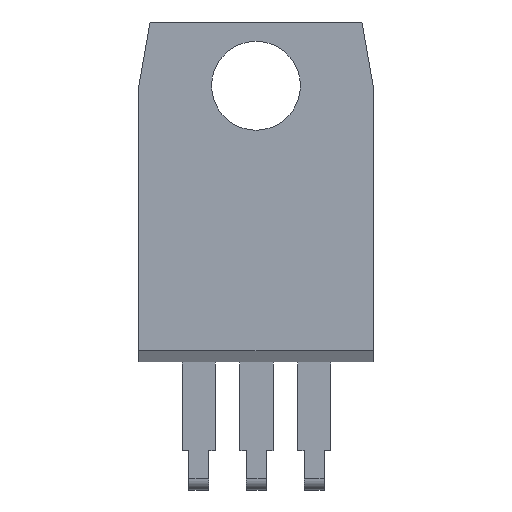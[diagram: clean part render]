
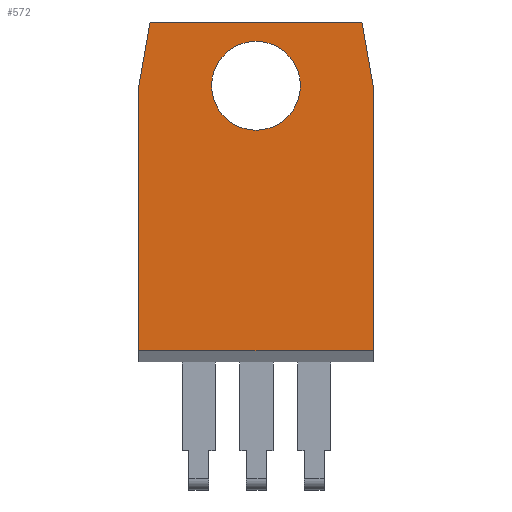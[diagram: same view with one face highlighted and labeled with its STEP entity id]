
A CAD part, left-side view. The second image highlights one B-rep face of the part: STEP entity #572.
In plain terms, the highlighted planar face has unit normal (-1, 0, 0).
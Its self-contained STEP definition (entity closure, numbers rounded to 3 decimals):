
#63 = EDGE_CURVE ( 'NONE', #78, #84, #857, .T. ) ;
#77 = VERTEX_POINT ( 'NONE', #831 ) ;
#78 = VERTEX_POINT ( 'NONE', #830 ) ;
#84 = VERTEX_POINT ( 'NONE', #851 ) ;
#97 = EDGE_CURVE ( 'NONE', #77, #78, #874, .T. ) ;
#109 = EDGE_CURVE ( 'NONE', #110, #77, #919, .T. ) ;
#110 = VERTEX_POINT ( 'NONE', #859 ) ;
#223 = EDGE_CURVE ( 'NONE', #295, #291, #1057, .T. ) ;
#291 = VERTEX_POINT ( 'NONE', #1207 ) ;
#295 = VERTEX_POINT ( 'NONE', #1185 ) ;
#525 = EDGE_LOOP ( 'NONE', ( #577, #578 ) ) ;
#529 = ORIENTED_EDGE ( 'NONE', *, *, #566, .T. ) ;
#531 = EDGE_LOOP ( 'NONE', ( #600, #529, #598, #599, #601, #575 ) ) ;
#554 = EDGE_CURVE ( 'NONE', #84, #556, #1589, .T. ) ;
#556 = VERTEX_POINT ( 'NONE', #1598 ) ;
#562 = VERTEX_POINT ( 'NONE', #1582 ) ;
#563 = EDGE_CURVE ( 'NONE', #556, #562, #1642, .T. ) ;
#566 = EDGE_CURVE ( 'NONE', #562, #110, #1648, .T. ) ;
#571 = EDGE_CURVE ( 'NONE', #291, #295, #1624, .T. ) ;
#572 = ADVANCED_FACE ( 'NONE', ( #1627, #1622 ), #1626, .T. ) ;
#575 = ORIENTED_EDGE ( 'NONE', *, *, #554, .T. ) ;
#577 = ORIENTED_EDGE ( 'NONE', *, *, #571, .T. ) ;
#578 = ORIENTED_EDGE ( 'NONE', *, *, #223, .T. ) ;
#598 = ORIENTED_EDGE ( 'NONE', *, *, #109, .T. ) ;
#599 = ORIENTED_EDGE ( 'NONE', *, *, #97, .T. ) ;
#600 = ORIENTED_EDGE ( 'NONE', *, *, #563, .T. ) ;
#601 = ORIENTED_EDGE ( 'NONE', *, *, #63, .T. ) ;
#830 = CARTESIAN_POINT ( 'NONE',  ( 0., 10.54, 12.43 ) ) ;
#831 = CARTESIAN_POINT ( 'NONE',  ( 0., 10.04, 15.3 ) ) ;
#851 = CARTESIAN_POINT ( 'NONE',  ( 0., 10.54, 0.5 ) ) ;
#854 = DIRECTION ( 'NONE',  ( 0., 0., -1. ) ) ;
#855 = VECTOR ( 'NONE', #854, 1000. ) ;
#856 = CARTESIAN_POINT ( 'NONE',  ( 0., 10.54, 0. ) ) ;
#857 = LINE ( 'NONE', #856, #855 ) ;
#859 = CARTESIAN_POINT ( 'NONE',  ( 0., 0.5, 15.3 ) ) ;
#871 = DIRECTION ( 'NONE',  ( 0., 0.172, -0.985 ) ) ;
#872 = VECTOR ( 'NONE', #871, 1000. ) ;
#873 = CARTESIAN_POINT ( 'NONE',  ( 0., 10.04, 15.3 ) ) ;
#874 = LINE ( 'NONE', #873, #872 ) ;
#916 = DIRECTION ( 'NONE',  ( 0., 1., 0. ) ) ;
#917 = VECTOR ( 'NONE', #916, 1000. ) ;
#918 = CARTESIAN_POINT ( 'NONE',  ( 0., 0., 15.3 ) ) ;
#919 = LINE ( 'NONE', #918, #917 ) ;
#1057 = CIRCLE ( 'NONE', #1066, 2. ) ;
#1066 = AXIS2_PLACEMENT_3D ( 'NONE', #1114, #1113, #1112 ) ;
#1112 = DIRECTION ( 'NONE',  ( 0., 0., -1. ) ) ;
#1113 = DIRECTION ( 'NONE',  ( 1., 0., 0. ) ) ;
#1114 = CARTESIAN_POINT ( 'NONE',  ( 0., 5.27, 12.43 ) ) ;
#1185 = CARTESIAN_POINT ( 'NONE',  ( 0., 5.27, 14.43 ) ) ;
#1207 = CARTESIAN_POINT ( 'NONE',  ( 0., 5.27, 10.43 ) ) ;
#1582 = CARTESIAN_POINT ( 'NONE',  ( 0., 0., 12.43 ) ) ;
#1586 = DIRECTION ( 'NONE',  ( 0., -1., 0. ) ) ;
#1587 = VECTOR ( 'NONE', #1586, 1000. ) ;
#1588 = CARTESIAN_POINT ( 'NONE',  ( 0., 0., 0.5 ) ) ;
#1589 = LINE ( 'NONE', #1588, #1587 ) ;
#1598 = CARTESIAN_POINT ( 'NONE',  ( 0., 0., 0.5 ) ) ;
#1617 = AXIS2_PLACEMENT_3D ( 'NONE', #1633, #1632, #1679 ) ;
#1622 = FACE_OUTER_BOUND ( 'NONE', #531, .T. ) ;
#1624 = CIRCLE ( 'NONE', #1630, 2. ) ;
#1626 = PLANE ( 'NONE',  #1617 ) ;
#1627 = FACE_BOUND ( 'NONE', #525, .T. ) ;
#1628 = DIRECTION ( 'NONE',  ( 0., 0.172, 0.985 ) ) ;
#1630 = AXIS2_PLACEMENT_3D ( 'NONE', #1684, #1683, #1682 ) ;
#1632 = DIRECTION ( 'NONE',  ( -1., 0., 0. ) ) ;
#1633 = CARTESIAN_POINT ( 'NONE',  ( 0., 0., 0. ) ) ;
#1634 = VECTOR ( 'NONE', #1628, 1000. ) ;
#1637 = CARTESIAN_POINT ( 'NONE',  ( 0., 0., 12.43 ) ) ;
#1639 = DIRECTION ( 'NONE',  ( 0., 0., 1. ) ) ;
#1640 = VECTOR ( 'NONE', #1639, 1000. ) ;
#1641 = CARTESIAN_POINT ( 'NONE',  ( 0., 0., 0. ) ) ;
#1642 = LINE ( 'NONE', #1641, #1640 ) ;
#1648 = LINE ( 'NONE', #1637, #1634 ) ;
#1679 = DIRECTION ( 'NONE',  ( 0., 0., 1. ) ) ;
#1682 = DIRECTION ( 'NONE',  ( 0., 0., -1. ) ) ;
#1683 = DIRECTION ( 'NONE',  ( 1., 0., 0. ) ) ;
#1684 = CARTESIAN_POINT ( 'NONE',  ( 0., 5.27, 12.43 ) ) ;
